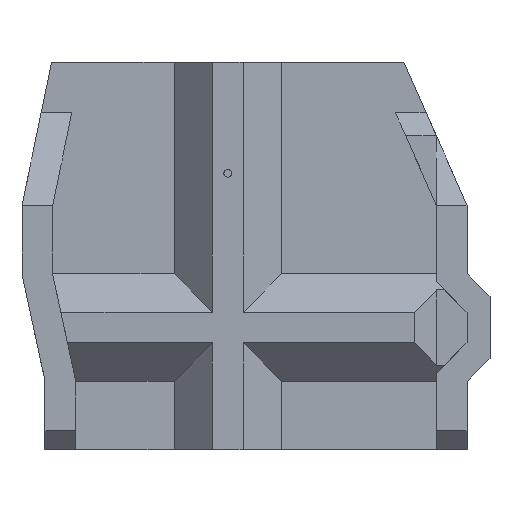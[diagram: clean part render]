
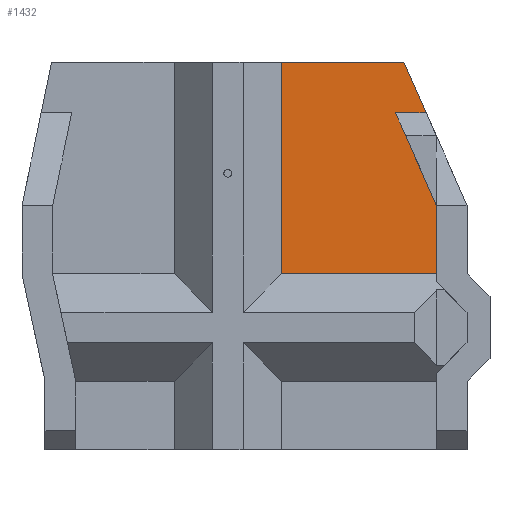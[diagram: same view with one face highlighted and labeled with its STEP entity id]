
A CAD part, front view. The second image highlights one B-rep face of the part: STEP entity #1432.
In plain terms, the highlighted planar face has unit normal (0, -1, 0).
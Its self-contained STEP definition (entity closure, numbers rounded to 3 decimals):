
#91=FACE_OUTER_BOUND('',#171,.T.);
#171=EDGE_LOOP('',(#1170,#1171,#1172,#1173,#1174,#1175,#1176));
#262=LINE('',#2043,#453);
#289=LINE('',#2092,#480);
#329=LINE('',#2179,#520);
#332=LINE('',#2185,#523);
#350=LINE('',#2224,#541);
#351=LINE('',#2225,#542);
#352=LINE('',#2226,#543);
#453=VECTOR('',#1651,10.);
#480=VECTOR('',#1698,10.);
#520=VECTOR('',#1774,10.);
#523=VECTOR('',#1779,10.);
#541=VECTOR('',#1813,10.);
#542=VECTOR('',#1814,10.);
#543=VECTOR('',#1815,10.);
#636=VERTEX_POINT('',#2040);
#637=VERTEX_POINT('',#2042);
#649=VERTEX_POINT('',#2090);
#677=VERTEX_POINT('',#2176);
#678=VERTEX_POINT('',#2178);
#680=VERTEX_POINT('',#2184);
#693=VERTEX_POINT('',#2223);
#778=EDGE_CURVE('',#636,#637,#262,.T.);
#805=EDGE_CURVE('',#636,#649,#289,.T.);
#848=EDGE_CURVE('',#677,#678,#329,.T.);
#851=EDGE_CURVE('',#678,#680,#332,.T.);
#870=EDGE_CURVE('',#637,#693,#350,.T.);
#871=EDGE_CURVE('',#680,#649,#351,.T.);
#872=EDGE_CURVE('',#693,#677,#352,.T.);
#1170=ORIENTED_EDGE('',*,*,#870,.F.);
#1171=ORIENTED_EDGE('',*,*,#778,.F.);
#1172=ORIENTED_EDGE('',*,*,#805,.T.);
#1173=ORIENTED_EDGE('',*,*,#871,.F.);
#1174=ORIENTED_EDGE('',*,*,#851,.F.);
#1175=ORIENTED_EDGE('',*,*,#848,.F.);
#1176=ORIENTED_EDGE('',*,*,#872,.F.);
#1364=PLANE('',#1525);
#1432=ADVANCED_FACE('',(#91),#1364,.F.);
#1525=AXIS2_PLACEMENT_3D('',#2222,#1811,#1812);
#1651=DIRECTION('',(-1.,0.,0.));
#1698=DIRECTION('',(0.,0.,1.));
#1774=DIRECTION('',(0.404,0.,-0.915));
#1779=DIRECTION('',(-1.,0.,0.));
#1811=DIRECTION('center_axis',(0.,1.,0.));
#1812=DIRECTION('ref_axis',(0.,0.,-1.));
#1813=DIRECTION('',(0.,0.,1.));
#1814=DIRECTION('',(0.404,0.,-0.915));
#1815=DIRECTION('',(1.,0.,0.));
#2040=CARTESIAN_POINT('',(27.475,-6.9,-12.95));
#2042=CARTESIAN_POINT('',(7.238,-6.9,-12.95));
#2043=CARTESIAN_POINT('',(29.475,-6.9,-12.95));
#2090=CARTESIAN_POINT('',(27.475,-6.9,-4.));
#2092=CARTESIAN_POINT('',(27.475,-6.9,-13.));
#2176=CARTESIAN_POINT('',(23.238,-6.9,14.676));
#2178=CARTESIAN_POINT('',(26.138,-6.9,8.1));
#2179=CARTESIAN_POINT('',(23.238,-6.9,14.676));
#2184=CARTESIAN_POINT('',(22.138,-6.9,8.1));
#2185=CARTESIAN_POINT('',(26.806,-6.9,8.1));
#2222=CARTESIAN_POINT('Origin',(31.475,-6.9,-26.9));
#2223=CARTESIAN_POINT('',(7.238,-6.9,14.676));
#2224=CARTESIAN_POINT('',(7.238,-6.9,-31.4));
#2225=CARTESIAN_POINT('',(32.028,-6.9,-14.324));
#2226=CARTESIAN_POINT('',(-18.762,-6.9,14.676));
